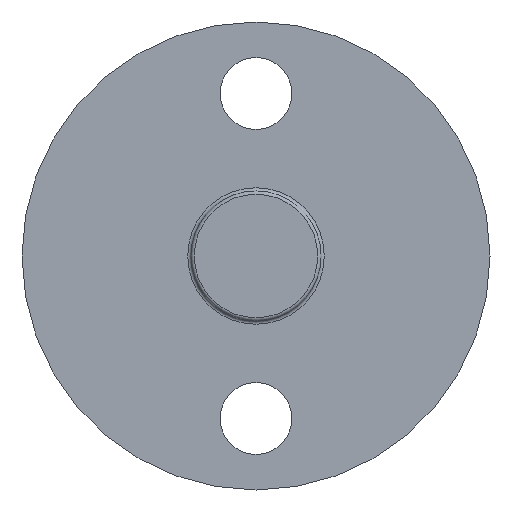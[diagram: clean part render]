
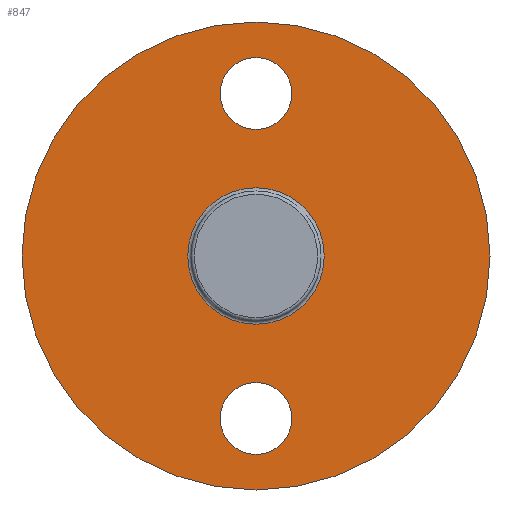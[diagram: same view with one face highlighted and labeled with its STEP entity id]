
A CAD part, left-side view. The second image highlights one B-rep face of the part: STEP entity #847.
In plain terms, the highlighted planar face has unit normal (-1, 0, 0).
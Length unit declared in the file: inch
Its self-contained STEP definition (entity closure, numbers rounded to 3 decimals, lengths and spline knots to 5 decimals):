
#79=FACE_BOUND('',#197,.T.);
#80=FACE_BOUND('',#198,.T.);
#81=FACE_BOUND('',#199,.T.);
#95=PLANE('',#995);
#136=FACE_OUTER_BOUND('',#196,.T.);
#196=EDGE_LOOP('',(#703));
#197=EDGE_LOOP('',(#704));
#198=EDGE_LOOP('',(#705));
#199=EDGE_LOOP('',(#706));
#310=CIRCLE('',#933,0.069);
#312=CIRCLE('',#936,0.069);
#344=CIRCLE('',#994,0.13125);
#345=CIRCLE('',#996,0.45);
#363=VERTEX_POINT('',#1302);
#365=VERTEX_POINT('',#1308);
#415=VERTEX_POINT('',#1647);
#416=VERTEX_POINT('',#1651);
#443=EDGE_CURVE('',#363,#363,#310,.T.);
#446=EDGE_CURVE('',#365,#365,#312,.T.);
#520=EDGE_CURVE('',#415,#415,#344,.T.);
#521=EDGE_CURVE('',#416,#416,#345,.T.);
#703=ORIENTED_EDGE('',*,*,#521,.F.);
#704=ORIENTED_EDGE('',*,*,#443,.T.);
#705=ORIENTED_EDGE('',*,*,#446,.T.);
#706=ORIENTED_EDGE('',*,*,#520,.F.);
#847=ADVANCED_FACE('',(#136,#79,#80,#81),#95,.T.);
#933=AXIS2_PLACEMENT_3D('',#1303,#1045,#1046);
#936=AXIS2_PLACEMENT_3D('',#1309,#1052,#1053);
#994=AXIS2_PLACEMENT_3D('',#1649,#1192,#1193);
#995=AXIS2_PLACEMENT_3D('',#1650,#1194,#1195);
#996=AXIS2_PLACEMENT_3D('',#1652,#1196,#1197);
#1045=DIRECTION('center_axis',(1.,0.,0.));
#1046=DIRECTION('ref_axis',(0.,0.,1.));
#1052=DIRECTION('center_axis',(1.,0.,0.));
#1053=DIRECTION('ref_axis',(0.,0.,1.));
#1192=DIRECTION('center_axis',(-1.,0.,0.));
#1193=DIRECTION('ref_axis',(0.,-1.,0.));
#1194=DIRECTION('center_axis',(-1.,0.,0.));
#1195=DIRECTION('ref_axis',(0.,0.,1.));
#1196=DIRECTION('center_axis',(1.,0.,0.));
#1197=DIRECTION('ref_axis',(0.,0.,-1.));
#1302=CARTESIAN_POINT('',(0.125,0.,-0.3815));
#1303=CARTESIAN_POINT('Origin',(0.125,0.,-0.3125));
#1308=CARTESIAN_POINT('',(0.125,0.,0.2435));
#1309=CARTESIAN_POINT('Origin',(0.125,0.,0.3125));
#1647=CARTESIAN_POINT('',(0.125,0.,0.13125));
#1649=CARTESIAN_POINT('Origin',(0.125,0.,0.));
#1650=CARTESIAN_POINT('Origin',(0.125,0.45,0.));
#1651=CARTESIAN_POINT('',(0.125,-0.45,0.));
#1652=CARTESIAN_POINT('Origin',(0.125,0.,0.));
